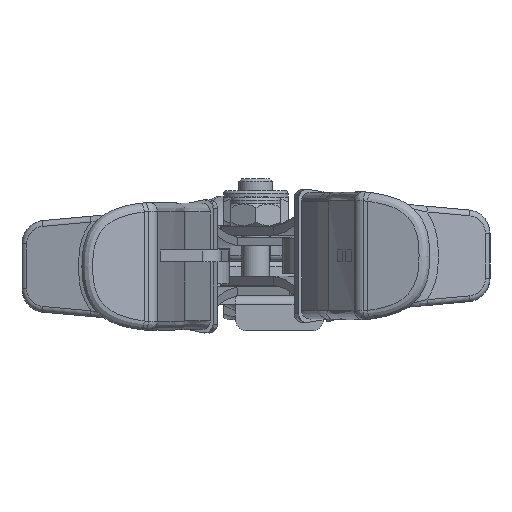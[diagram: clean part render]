
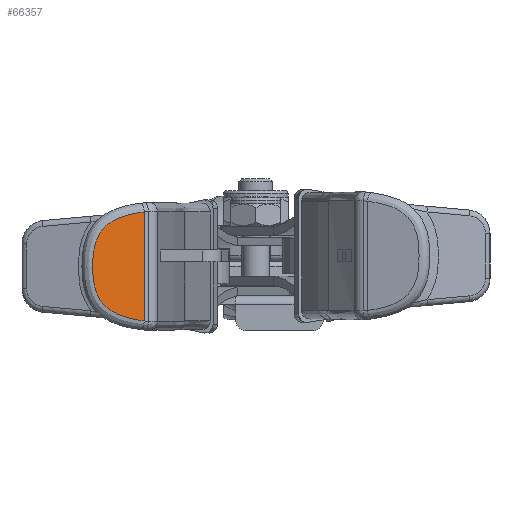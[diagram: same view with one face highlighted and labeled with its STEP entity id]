
A CAD part, front view. The second image highlights one B-rep face of the part: STEP entity #66357.
In plain terms, the highlighted planar face has unit normal (0.225, -0.974, 0).
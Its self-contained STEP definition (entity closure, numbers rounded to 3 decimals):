
#1533 = VECTOR ( 'NONE', #4104, 1000. ) ;
#2721 = B_SPLINE_CURVE_WITH_KNOTS ( 'NONE', 3,
 ( #66284, #33795, #11528, #60340, #38759, #39459, #17904, #17198, #7009, #49435, #16974, #49666, #39222, #44700, #66045, #23381, #12228, #33566, #6545, #50133, #17671, #55108 ),
 .UNSPECIFIED., .F., .F.,
 ( 4, 2, 2, 2, 2, 2, 2, 2, 2, 2, 4 ),
 ( 0., 0.002, 0.004, 0.006, 0.007, 0.008, 0.009, 0.01, 0.011, 0.013, 0.015 ),
 .UNSPECIFIED. ) ;
#3432 = ORIENTED_EDGE ( 'NONE', *, *, #47962, .T. ) ;
#4104 = DIRECTION ( 'NONE',  ( 0., 0., -1. ) ) ;
#5127 = CARTESIAN_POINT ( 'NONE',  ( -27.819, -97.622, 0. ) ) ;
#6545 = CARTESIAN_POINT ( 'NONE',  ( -27.684, -97.591, -2.441 ) ) ;
#7009 = CARTESIAN_POINT ( 'NONE',  ( -25.235, -97.026, -7.213 ) ) ;
#7216 = CARTESIAN_POINT ( 'NONE',  ( -30., -98.126, 11. ) ) ;
#8385 = DIRECTION ( 'NONE',  ( -0.974, -0.225, 0. ) ) ;
#8848 = CARTESIAN_POINT ( 'NONE',  ( -27.819, -97.622, 0. ) ) ;
#9703 = CARTESIAN_POINT ( 'NONE',  ( -27.819, -97.622, 11. ) ) ;
#10403 = B_SPLINE_CURVE_WITH_KNOTS ( 'NONE', 3,
 ( #53698, #15785, #59158, #21264, #54163, #21730, #42333, #15325, #58695, #15560, #21025, #63934, #31456, #53462, #43263, #53239, #36880, #31686, #26469, #64399, #31918, #5127 ),
 .UNSPECIFIED., .F., .F.,
 ( 4, 2, 2, 2, 2, 2, 2, 2, 2, 2, 4 ),
 ( 0., 0.002, 0.004, 0.006, 0.007, 0.008, 0.009, 0.01, 0.011, 0.013, 0.015 ),
 .UNSPECIFIED. ) ;
#11514 = CARTESIAN_POINT ( 'NONE',  ( -27.819, -97.622, 0. ) ) ;
#11528 = CARTESIAN_POINT ( 'NONE',  ( -20.23, -95.87, -9.139 ) ) ;
#12228 = CARTESIAN_POINT ( 'NONE',  ( -27.359, -97.516, -3.937 ) ) ;
#15325 = CARTESIAN_POINT ( 'NONE',  ( -24.732, -96.909, 7.567 ) ) ;
#15560 = CARTESIAN_POINT ( 'NONE',  ( -25.887, -97.176, 6.587 ) ) ;
#15785 = CARTESIAN_POINT ( 'NONE',  ( -19.638, -95.733, 9.23 ) ) ;
#16974 = CARTESIAN_POINT ( 'NONE',  ( -26.089, -97.223, -6.361 ) ) ;
#17198 = CARTESIAN_POINT ( 'NONE',  ( -24.732, -96.909, -7.567 ) ) ;
#17671 = CARTESIAN_POINT ( 'NONE',  ( -27.819, -97.622, -0.615 ) ) ;
#17904 = CARTESIAN_POINT ( 'NONE',  ( -23.679, -96.666, -8.143 ) ) ;
#20242 = DIRECTION ( 'NONE',  ( -0.225, 0.974, 0. ) ) ;
#21025 = CARTESIAN_POINT ( 'NONE',  ( -26.089, -97.223, 6.361 ) ) ;
#21264 = CARTESIAN_POINT ( 'NONE',  ( -21.403, -96.141, 8.9 ) ) ;
#21730 = CARTESIAN_POINT ( 'NONE',  ( -23.127, -96.539, 8.372 ) ) ;
#23381 = CARTESIAN_POINT ( 'NONE',  ( -27.266, -97.494, -4.232 ) ) ;
#25648 = CARTESIAN_POINT ( 'NONE',  ( -19.042, -95.596, -9.301 ) ) ;
#25702 = ORIENTED_EDGE ( 'NONE', *, *, #59996, .F. ) ;
#26469 = CARTESIAN_POINT ( 'NONE',  ( -27.684, -97.591, 2.441 ) ) ;
#29656 = ORIENTED_EDGE ( 'NONE', *, *, #70211, .T. ) ;
#30176 = VERTEX_POINT ( 'NONE', #11514 ) ;
#31456 = CARTESIAN_POINT ( 'NONE',  ( -26.627, -97.347, 5.616 ) ) ;
#31686 = CARTESIAN_POINT ( 'NONE',  ( -27.591, -97.569, 3.044 ) ) ;
#31918 = CARTESIAN_POINT ( 'NONE',  ( -27.819, -97.622, 0.615 ) ) ;
#32479 = VERTEX_POINT ( 'NONE', #8848 ) ;
#33566 = CARTESIAN_POINT ( 'NONE',  ( -27.591, -97.569, -3.044 ) ) ;
#33580 = EDGE_CURVE ( 'NONE', #55891, #58660, #65967, .T. ) ;
#33795 = CARTESIAN_POINT ( 'NONE',  ( -19.638, -95.733, -9.23 ) ) ;
#36649 = AXIS2_PLACEMENT_3D ( 'NONE', #7216, #20242, #8385 ) ;
#36880 = CARTESIAN_POINT ( 'NONE',  ( -27.359, -97.516, 3.937 ) ) ;
#38152 = CARTESIAN_POINT ( 'NONE',  ( -19.042, -95.596, 9.301 ) ) ;
#38759 = CARTESIAN_POINT ( 'NONE',  ( -21.986, -96.275, -8.751 ) ) ;
#39222 = CARTESIAN_POINT ( 'NONE',  ( -26.627, -97.347, -5.616 ) ) ;
#39459 = CARTESIAN_POINT ( 'NONE',  ( -23.127, -96.539, -8.372 ) ) ;
#39668 = PLANE ( 'NONE',  #36649 ) ;
#42333 = CARTESIAN_POINT ( 'NONE',  ( -23.679, -96.666, 8.143 ) ) ;
#43263 = CARTESIAN_POINT ( 'NONE',  ( -27.046, -97.444, 4.803 ) ) ;
#44700 = CARTESIAN_POINT ( 'NONE',  ( -26.92, -97.414, -5.081 ) ) ;
#47266 = LINE ( 'NONE', #9703, #68489 ) ;
#47962 = EDGE_CURVE ( 'NONE', #32479, #30176, #47266, .T. ) ;
#49435 = CARTESIAN_POINT ( 'NONE',  ( -25.887, -97.176, -6.587 ) ) ;
#49666 = CARTESIAN_POINT ( 'NONE',  ( -26.459, -97.308, -5.876 ) ) ;
#50133 = CARTESIAN_POINT ( 'NONE',  ( -27.798, -97.617, -1.226 ) ) ;
#53239 = CARTESIAN_POINT ( 'NONE',  ( -27.266, -97.494, 4.232 ) ) ;
#53462 = CARTESIAN_POINT ( 'NONE',  ( -26.92, -97.414, 5.081 ) ) ;
#53698 = CARTESIAN_POINT ( 'NONE',  ( -19.042, -95.596, 9.301 ) ) ;
#54163 = CARTESIAN_POINT ( 'NONE',  ( -21.986, -96.275, 8.751 ) ) ;
#54294 = ORIENTED_EDGE ( 'NONE', *, *, #33580, .F. ) ;
#55108 = CARTESIAN_POINT ( 'NONE',  ( -27.819, -97.622, 0. ) ) ;
#55891 = VERTEX_POINT ( 'NONE', #38152 ) ;
#56122 = FACE_OUTER_BOUND ( 'NONE', #69205, .T. ) ;
#58054 = DIRECTION ( 'NONE',  ( 0., 0., -1. ) ) ;
#58660 = VERTEX_POINT ( 'NONE', #25648 ) ;
#58695 = CARTESIAN_POINT ( 'NONE',  ( -25.235, -97.026, 7.213 ) ) ;
#59158 = CARTESIAN_POINT ( 'NONE',  ( -20.23, -95.87, 9.139 ) ) ;
#59996 = EDGE_CURVE ( 'NONE', #58660, #30176, #2721, .T. ) ;
#60340 = CARTESIAN_POINT ( 'NONE',  ( -21.403, -96.141, -8.9 ) ) ;
#63616 = CARTESIAN_POINT ( 'NONE',  ( -19.042, -95.596, 14.011 ) ) ;
#63934 = CARTESIAN_POINT ( 'NONE',  ( -26.459, -97.308, 5.876 ) ) ;
#64399 = CARTESIAN_POINT ( 'NONE',  ( -27.798, -97.617, 1.226 ) ) ;
#65967 = LINE ( 'NONE', #63616, #1533 ) ;
#66045 = CARTESIAN_POINT ( 'NONE',  ( -27.046, -97.444, -4.803 ) ) ;
#66284 = CARTESIAN_POINT ( 'NONE',  ( -19.042, -95.596, -9.301 ) ) ;
#66357 = ADVANCED_FACE ( 'NONE', ( #56122 ), #39668, .F. ) ;
#68489 = VECTOR ( 'NONE', #58054, 1000. ) ;
#69205 = EDGE_LOOP ( 'NONE', ( #29656, #3432, #25702, #54294 ) ) ;
#70211 = EDGE_CURVE ( 'NONE', #55891, #32479, #10403, .T. ) ;
